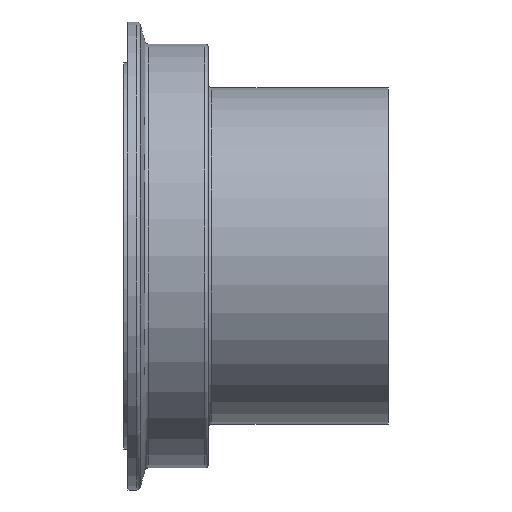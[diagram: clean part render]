
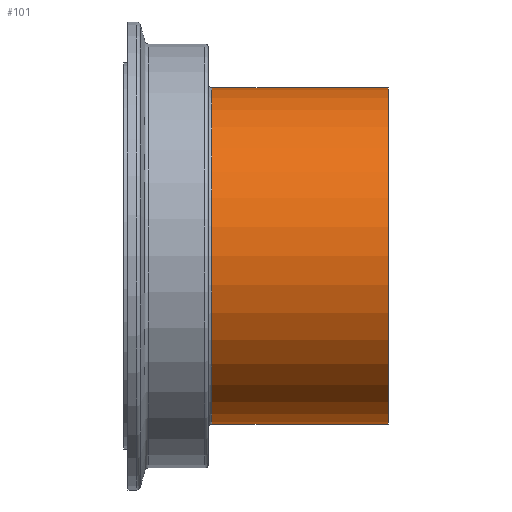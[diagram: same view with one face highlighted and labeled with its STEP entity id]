
A CAD part, top view. The second image highlights one B-rep face of the part: STEP entity #101.
In plain terms, the highlighted cylindrical face has radius 38.1 mm (diameter 76.2 mm), a partial arc.
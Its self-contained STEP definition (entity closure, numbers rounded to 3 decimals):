
#29 = LINE ( 'NONE', #38, #54 ) ;
#38 = CARTESIAN_POINT ( 'NONE',  ( -172.678, 22.465, 0. ) ) ;
#49 = DIRECTION ( 'NONE',  ( -1., 0., 0. ) ) ;
#53 = FACE_OUTER_BOUND ( 'NONE', #606, .T. ) ;
#54 = VECTOR ( 'NONE', #364, 1000. ) ;
#64 = DIRECTION ( 'NONE',  ( -1., 0., 0. ) ) ;
#101 = ADVANCED_FACE ( 'NONE', ( #53 ), #508, .T. ) ;
#103 = CARTESIAN_POINT ( 'NONE',  ( 48.62, -15.635, 0. ) ) ;
#132 = DIRECTION ( 'NONE',  ( 0., -1., 0. ) ) ;
#148 = DIRECTION ( 'NONE',  ( 0., -1., 0. ) ) ;
#154 = CARTESIAN_POINT ( 'NONE',  ( 8.62, -15.635, 0. ) ) ;
#169 = EDGE_CURVE ( 'NONE', #465, #523, #29, .T. ) ;
#178 = CARTESIAN_POINT ( 'NONE',  ( 8.62, 22.465, 0. ) ) ;
#193 = ORIENTED_EDGE ( 'NONE', *, *, #366, .F. ) ;
#213 = EDGE_CURVE ( 'NONE', #783, #465, #463, .T. ) ;
#221 = CARTESIAN_POINT ( 'NONE',  ( 48.62, -53.735, 0. ) ) ;
#333 = CARTESIAN_POINT ( 'NONE',  ( 48.62, 22.465, 0. ) ) ;
#364 = DIRECTION ( 'NONE',  ( -1., 0., 0. ) ) ;
#365 = AXIS2_PLACEMENT_3D ( 'NONE', #506, #49, #768 ) ;
#366 = EDGE_CURVE ( 'NONE', #421, #523, #818, .T. ) ;
#421 = VERTEX_POINT ( 'NONE', #530 ) ;
#445 = AXIS2_PLACEMENT_3D ( 'NONE', #154, #718, #132 ) ;
#453 = LINE ( 'NONE', #708, #824 ) ;
#457 = ORIENTED_EDGE ( 'NONE', *, *, #213, .T. ) ;
#463 = CIRCLE ( 'NONE', #791, 38.1 ) ;
#465 = VERTEX_POINT ( 'NONE', #333 ) ;
#506 = CARTESIAN_POINT ( 'NONE',  ( -172.678, -15.635, 0. ) ) ;
#508 = CYLINDRICAL_SURFACE ( 'NONE', #365, 38.1 ) ;
#523 = VERTEX_POINT ( 'NONE', #178 ) ;
#530 = CARTESIAN_POINT ( 'NONE',  ( 8.62, -53.735, 0. ) ) ;
#577 = EDGE_CURVE ( 'NONE', #783, #421, #453, .T. ) ;
#606 = EDGE_LOOP ( 'NONE', ( #457, #781, #193, #842 ) ) ;
#708 = CARTESIAN_POINT ( 'NONE',  ( -172.678, -53.735, 0. ) ) ;
#718 = DIRECTION ( 'NONE',  ( -1., 0., 0. ) ) ;
#737 = DIRECTION ( 'NONE',  ( -1., 0., 0. ) ) ;
#768 = DIRECTION ( 'NONE',  ( 0., -1., 0. ) ) ;
#781 = ORIENTED_EDGE ( 'NONE', *, *, #169, .T. ) ;
#783 = VERTEX_POINT ( 'NONE', #221 ) ;
#791 = AXIS2_PLACEMENT_3D ( 'NONE', #103, #737, #148 ) ;
#818 = CIRCLE ( 'NONE', #445, 38.1 ) ;
#824 = VECTOR ( 'NONE', #64, 1000. ) ;
#842 = ORIENTED_EDGE ( 'NONE', *, *, #577, .F. ) ;
